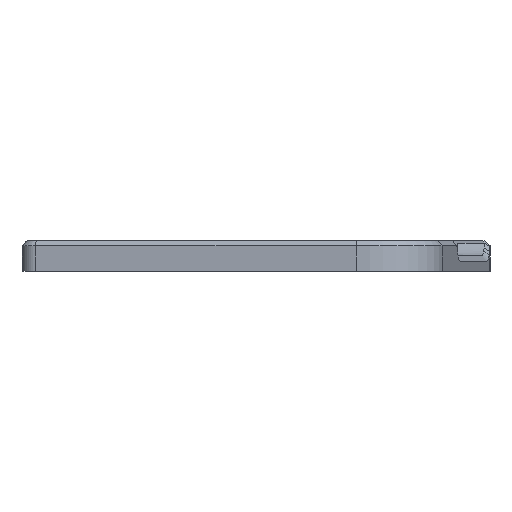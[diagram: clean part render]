
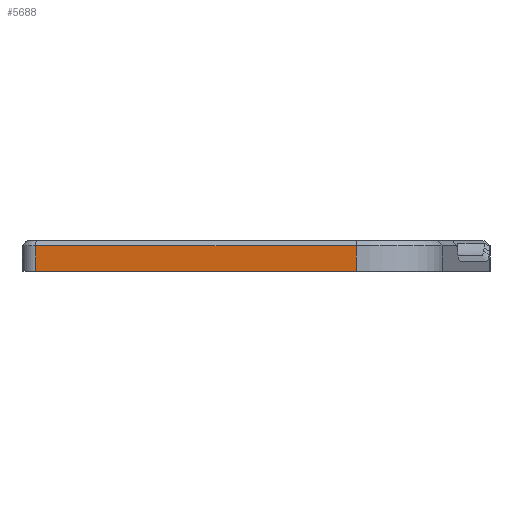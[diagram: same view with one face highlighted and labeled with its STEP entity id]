
A CAD part, left-side view. The second image highlights one B-rep face of the part: STEP entity #5688.
In plain terms, the highlighted planar face has unit normal (-0.993, 0.122, 0).
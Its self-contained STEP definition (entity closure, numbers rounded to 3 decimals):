
#308=PLANE('',#6269);
#625=FACE_OUTER_BOUND('',#959,.T.);
#959=EDGE_LOOP('',(#5249,#5250,#5251,#5252));
#1269=LINE('',#9345,#1772);
#1460=LINE('',#10421,#1963);
#1461=LINE('',#10423,#1964);
#1462=LINE('',#10425,#1965);
#1772=VECTOR('',#7337,10.);
#1963=VECTOR('',#7924,3.);
#1964=VECTOR('',#7927,10.);
#1965=VECTOR('',#7930,10.);
#2600=VERTEX_POINT('',#9342);
#2601=VERTEX_POINT('',#9344);
#2746=VERTEX_POINT('',#10387);
#2747=VERTEX_POINT('',#10391);
#3299=EDGE_CURVE('',#2601,#2600,#1269,.T.);
#3580=EDGE_CURVE('',#2746,#2601,#1460,.T.);
#3581=EDGE_CURVE('',#2746,#2747,#1461,.T.);
#3582=EDGE_CURVE('',#2747,#2600,#1462,.T.);
#5249=ORIENTED_EDGE('',*,*,#3299,.T.);
#5250=ORIENTED_EDGE('',*,*,#3582,.F.);
#5251=ORIENTED_EDGE('',*,*,#3581,.F.);
#5252=ORIENTED_EDGE('',*,*,#3580,.T.);
#5688=ADVANCED_FACE('',(#625),#308,.T.);
#6269=AXIS2_PLACEMENT_3D('',#10426,#7931,#7932);
#7337=DIRECTION('',(-0.122,-0.993,0.));
#7924=DIRECTION('',(0.,0.,-1.));
#7927=DIRECTION('',(-0.122,-0.993,0.));
#7930=DIRECTION('',(0.,0.,-1.));
#7931=DIRECTION('center_axis',(-0.993,0.122,0.));
#7932=DIRECTION('ref_axis',(-0.122,-0.993,0.));
#9342=CARTESIAN_POINT('',(26.805,-104.448,-0.203));
#9344=CARTESIAN_POINT('',(34.478,-41.955,-0.203));
#9345=CARTESIAN_POINT('',(33.088,-53.272,-0.203));
#10387=CARTESIAN_POINT('',(34.478,-41.955,4.8));
#10391=CARTESIAN_POINT('',(26.805,-104.448,4.8));
#10421=CARTESIAN_POINT('',(34.478,-41.955,5.8));
#10423=CARTESIAN_POINT('',(33.01,-53.912,4.8));
#10425=CARTESIAN_POINT('',(26.805,-104.448,5.8));
#10426=CARTESIAN_POINT('Origin',(35.185,-36.195,5.8));
